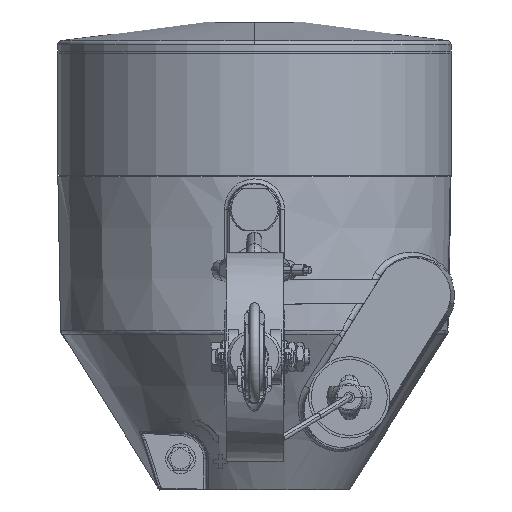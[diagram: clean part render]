
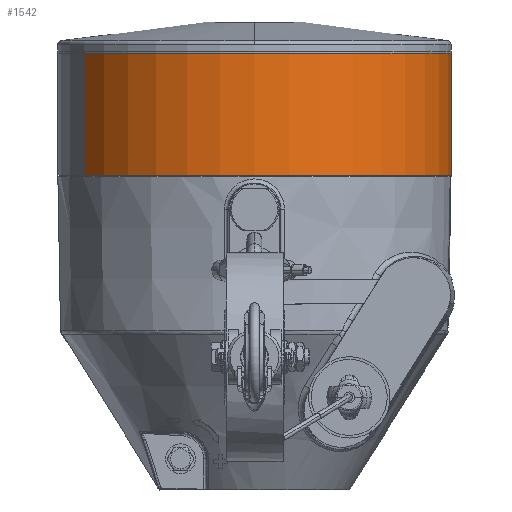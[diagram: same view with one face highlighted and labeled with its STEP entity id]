
A CAD part, front view. The second image highlights one B-rep face of the part: STEP entity #1542.
In plain terms, the highlighted cylindrical face has radius 145 mm (diameter 290 mm), a partial arc.
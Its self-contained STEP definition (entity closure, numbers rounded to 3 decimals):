
#289=CYLINDRICAL_SURFACE('',#30533,145.);
#1542=ADVANCED_FACE('',(#3291),#289,.T.);
#3291=FACE_OUTER_BOUND('',#5050,.F.);
#5050=EDGE_LOOP('',(#7500,#7501,#7502,#7503));
#7500=ORIENTED_EDGE('',*,*,#23125,.F.);
#7501=ORIENTED_EDGE('',*,*,#21842,.T.);
#7502=ORIENTED_EDGE('',*,*,#23106,.T.);
#7503=ORIENTED_EDGE('',*,*,#21841,.T.);
#18690=LINE('',#40595,#20180);
#18691=LINE('',#40596,#20181);
#20180=VECTOR('',#32847,90.);
#20181=VECTOR('',#32848,90.);
#21841=EDGE_CURVE('',#27750,#27749,#18690,.T.);
#21842=EDGE_CURVE('',#27748,#27747,#18691,.T.);
#23106=EDGE_CURVE('',#27747,#27750,#26357,.T.);
#23125=EDGE_CURVE('',#27748,#27749,#26372,.T.);
#26357=CIRCLE('',#30452,145.);
#26372=CIRCLE('',#30467,145.);
#27747=VERTEX_POINT('',#40152);
#27748=VERTEX_POINT('',#40153);
#27749=VERTEX_POINT('',#40154);
#27750=VERTEX_POINT('',#40155);
#30452=AXIS2_PLACEMENT_3D('',#49187,#33882,#33883);
#30467=AXIS2_PLACEMENT_3D('',#49222,#33913,#33914);
#30533=AXIS2_PLACEMENT_3D('',#50538,#34090,#34091);
#32847=DIRECTION('',(0.,0.,1.));
#32848=DIRECTION('',(0.,0.,-1.));
#33882=DIRECTION('',(0.,0.,-1.));
#33883=DIRECTION('',(1.,0.,0.));
#33913=DIRECTION('',(0.,0.,-1.));
#33914=DIRECTION('',(1.,0.,0.));
#34090=DIRECTION('',(0.,0.,1.));
#34091=DIRECTION('',(-0.906,-0.423,0.));
#40152=CARTESIAN_POINT('',(145.,0.,234.));
#40153=CARTESIAN_POINT('',(145.,0.,324.));
#40154=CARTESIAN_POINT('',(-125.574,-72.5,324.));
#40155=CARTESIAN_POINT('',(-125.574,-72.5,234.));
#40595=CARTESIAN_POINT('',(-125.574,-72.5,234.));
#40596=CARTESIAN_POINT('',(145.,0.,324.));
#49187=CARTESIAN_POINT('',(0.,0.,234.));
#49222=CARTESIAN_POINT('',(0.,0.,324.));
#50538=CARTESIAN_POINT('',(0.,0.,328.5));
